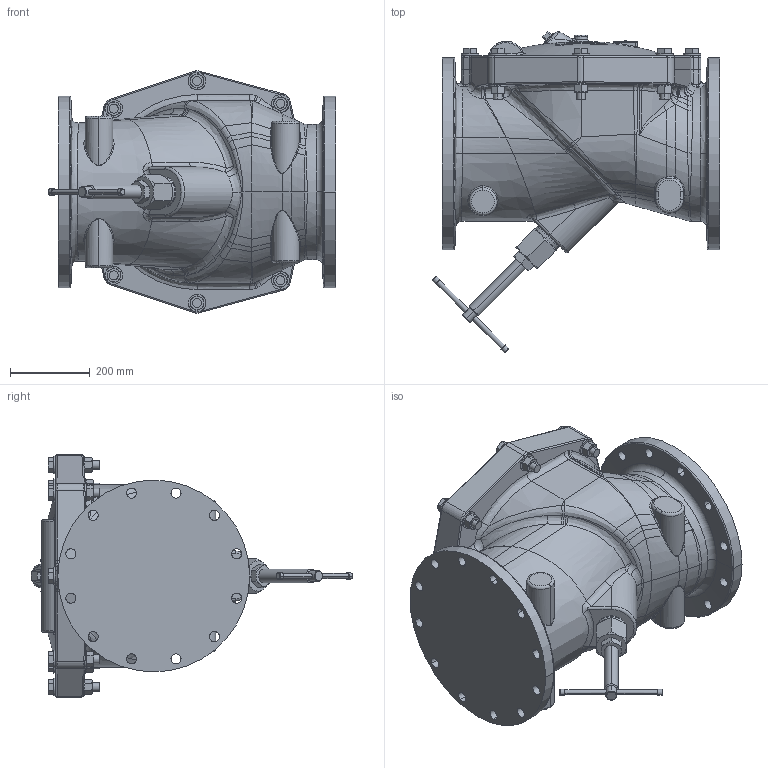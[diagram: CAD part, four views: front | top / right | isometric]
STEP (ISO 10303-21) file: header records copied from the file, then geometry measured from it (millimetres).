
FILE_DESCRIPTION((''),'2;1');
FILE_NAME('512ABF_SW0001','2023-11-01T09:21:36',('jlesh'),(''),'CREO PARAMETRIC BY PTC INC, 2023072','CREO PARAMETRIC BY PTC INC, 2023072','');
FILE_SCHEMA(('AUTOMOTIVE_DESIGN { 1 0 10303 214 1 1 1 1 }'));
Products named in the file (1): 512ABF_SW0001
Bounding box: 724.13 x 808.76 x 609.58 mm (x, y, z)
Volume: 107511469.9 mm3; surface area: 1979795.6 mm2
Topology: 1 solids, 1 shells, 1007 faces, 2324 edges, 1366 vertices
Faces by surface type: bspline 318, plane 224, cylinder 199, cone 152, torus 90, sphere 22, extrusion 2
Entity records: 75559 total; most frequent: CARTESIAN_POINT 49546, ORIENTED_EDGE 4626, DIRECTION 3587, EDGE_CURVE 2313, AXIS2_PLACEMENT_3D 1551, VERTEX_POINT 1366, COLOUR_RGB 1332, EDGE_LOOP 1117
